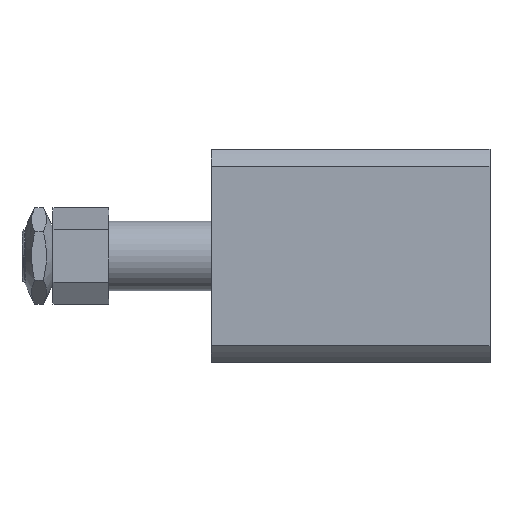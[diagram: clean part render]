
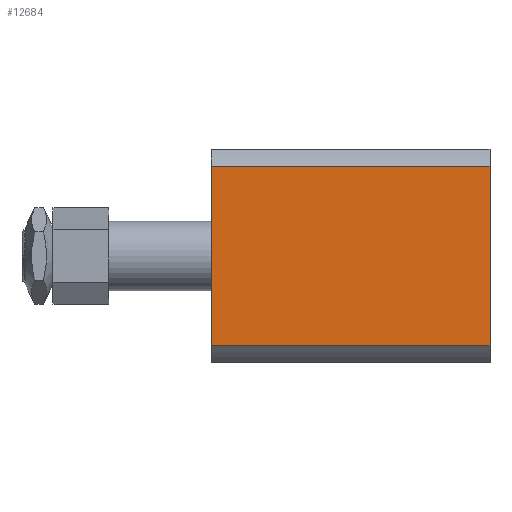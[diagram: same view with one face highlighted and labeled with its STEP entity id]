
A CAD part, left-side view. The second image highlights one B-rep face of the part: STEP entity #12684.
In plain terms, the highlighted planar face has unit normal (-1, 0, 0).
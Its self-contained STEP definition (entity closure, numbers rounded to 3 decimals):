
#25 = CARTESIAN_POINT ( 'NONE',  ( -34.486, 90., -28.909 ) ) ;
#39 = AXIS2_PLACEMENT_3D ( 'NONE', #3917, #4958, #3969 ) ;
#180 = VERTEX_POINT ( 'NONE', #2986 ) ;
#314 = VECTOR ( 'NONE', #1538, 1000. ) ;
#1216 = ORIENTED_EDGE ( 'NONE', *, *, #11835, .T. ) ;
#1538 = DIRECTION ( 'NONE',  ( 0., -1., 0. ) ) ;
#2539 = LINE ( 'NONE', #8882, #314 ) ;
#2689 = LINE ( 'NONE', #3387, #13108 ) ;
#2986 = CARTESIAN_POINT ( 'NONE',  ( -34.486, 90., 28.909 ) ) ;
#3316 = EDGE_CURVE ( 'NONE', #180, #11876, #2689, .T. ) ;
#3387 = CARTESIAN_POINT ( 'NONE',  ( -34.486, 90., 0. ) ) ;
#3438 = VERTEX_POINT ( 'NONE', #5182 ) ;
#3442 = DIRECTION ( 'NONE',  ( 0., 0., 1. ) ) ;
#3917 = CARTESIAN_POINT ( 'NONE',  ( -34.486, 0., -28.909 ) ) ;
#3969 = DIRECTION ( 'NONE',  ( 0., 0., 1. ) ) ;
#4958 = DIRECTION ( 'NONE',  ( -1., 0., 0. ) ) ;
#4977 = CARTESIAN_POINT ( 'NONE',  ( -34.486, 0., 28.909 ) ) ;
#5182 = CARTESIAN_POINT ( 'NONE',  ( -34.486, 0., -28.909 ) ) ;
#5264 = DIRECTION ( 'NONE',  ( 0., 1., 0. ) ) ;
#6051 = LINE ( 'NONE', #7034, #9967 ) ;
#6263 = PLANE ( 'NONE',  #39 ) ;
#7034 = CARTESIAN_POINT ( 'NONE',  ( -34.486, 0., -0.01 ) ) ;
#7904 = EDGE_LOOP ( 'NONE', ( #14722, #10427, #1216, #11686 ) ) ;
#8882 = CARTESIAN_POINT ( 'NONE',  ( -34.486, 45., -28.909 ) ) ;
#9967 = VECTOR ( 'NONE', #3442, 1000. ) ;
#10427 = ORIENTED_EDGE ( 'NONE', *, *, #10552, .T. ) ;
#10485 = VECTOR ( 'NONE', #5264, 1000. ) ;
#10552 = EDGE_CURVE ( 'NONE', #11876, #3438, #2539, .T. ) ;
#10696 = FACE_OUTER_BOUND ( 'NONE', #7904, .T. ) ;
#10851 = LINE ( 'NONE', #13621, #10485 ) ;
#11686 = ORIENTED_EDGE ( 'NONE', *, *, #15382, .T. ) ;
#11835 = EDGE_CURVE ( 'NONE', #3438, #13913, #6051, .T. ) ;
#11876 = VERTEX_POINT ( 'NONE', #25 ) ;
#12684 = ADVANCED_FACE ( 'NONE', ( #10696 ), #6263, .T. ) ;
#13108 = VECTOR ( 'NONE', #14226, 1000. ) ;
#13621 = CARTESIAN_POINT ( 'NONE',  ( -34.486, 45., 28.909 ) ) ;
#13913 = VERTEX_POINT ( 'NONE', #4977 ) ;
#14226 = DIRECTION ( 'NONE',  ( 0., 0., -1. ) ) ;
#14722 = ORIENTED_EDGE ( 'NONE', *, *, #3316, .T. ) ;
#15382 = EDGE_CURVE ( 'NONE', #13913, #180, #10851, .T. ) ;
